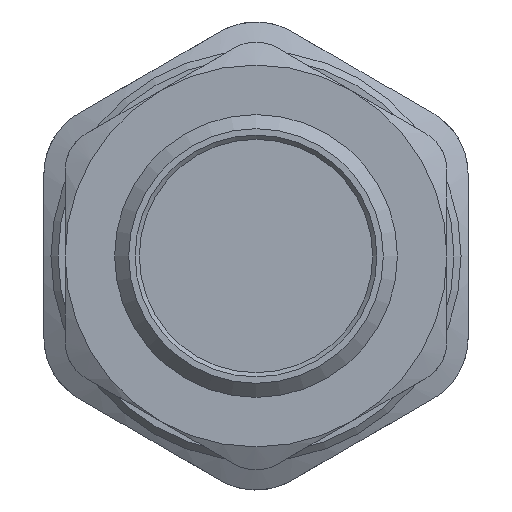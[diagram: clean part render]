
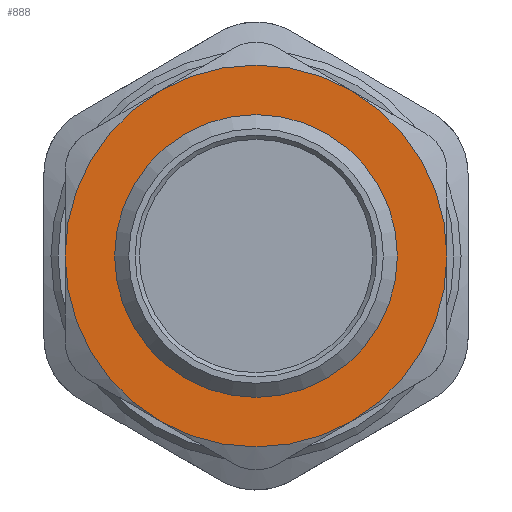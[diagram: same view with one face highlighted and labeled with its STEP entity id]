
A CAD part, front view. The second image highlights one B-rep face of the part: STEP entity #888.
In plain terms, the highlighted planar face has unit normal (0, -1, 0).
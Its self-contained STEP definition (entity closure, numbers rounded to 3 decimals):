
#78=FACE_BOUND('',#323,.T.);
#268=FACE_OUTER_BOUND('',#322,.T.);
#322=EDGE_LOOP('',(#730,#731,#732,#733,#734,#735));
#323=EDGE_LOOP('',(#736));
#362=CIRCLE('',#967,13.5);
#363=CIRCLE('',#971,13.5);
#364=CIRCLE('',#975,13.5);
#365=CIRCLE('',#978,13.5);
#366=CIRCLE('',#980,13.5);
#367=CIRCLE('',#982,13.5);
#368=CIRCLE('',#987,9.2);
#397=VERTEX_POINT('',#1302);
#404=VERTEX_POINT('',#1350);
#409=VERTEX_POINT('',#1392);
#414=VERTEX_POINT('',#1427);
#415=VERTEX_POINT('',#1431);
#420=VERTEX_POINT('',#1474);
#423=VERTEX_POINT('',#1532);
#509=EDGE_CURVE('',#414,#415,#362,.T.);
#519=EDGE_CURVE('',#420,#414,#363,.T.);
#526=EDGE_CURVE('',#397,#420,#364,.T.);
#529=EDGE_CURVE('',#404,#397,#365,.T.);
#530=EDGE_CURVE('',#409,#404,#366,.T.);
#531=EDGE_CURVE('',#415,#409,#367,.T.);
#532=EDGE_CURVE('',#423,#423,#368,.T.);
#730=ORIENTED_EDGE('',*,*,#529,.F.);
#731=ORIENTED_EDGE('',*,*,#530,.F.);
#732=ORIENTED_EDGE('',*,*,#531,.F.);
#733=ORIENTED_EDGE('',*,*,#509,.F.);
#734=ORIENTED_EDGE('',*,*,#519,.F.);
#735=ORIENTED_EDGE('',*,*,#526,.F.);
#736=ORIENTED_EDGE('',*,*,#532,.T.);
#846=PLANE('',#988);
#888=ADVANCED_FACE('',(#268,#78),#846,.T.);
#967=AXIS2_PLACEMENT_3D('',#1432,#1103,#1104);
#971=AXIS2_PLACEMENT_3D('',#1478,#1113,#1114);
#975=AXIS2_PLACEMENT_3D('',#1514,#1122,#1123);
#978=AXIS2_PLACEMENT_3D('',#1523,#1128,#1129);
#980=AXIS2_PLACEMENT_3D('',#1525,#1132,#1133);
#982=AXIS2_PLACEMENT_3D('',#1527,#1136,#1137);
#987=AXIS2_PLACEMENT_3D('',#1533,#1146,#1147);
#988=AXIS2_PLACEMENT_3D('',#1535,#1149,#1150);
#1103=DIRECTION('center_axis',(0.,1.,0.));
#1104=DIRECTION('ref_axis',(1.,0.,0.));
#1113=DIRECTION('center_axis',(0.,1.,0.));
#1114=DIRECTION('ref_axis',(1.,0.,0.));
#1122=DIRECTION('center_axis',(0.,1.,0.));
#1123=DIRECTION('ref_axis',(1.,0.,0.));
#1128=DIRECTION('center_axis',(0.,1.,0.));
#1129=DIRECTION('ref_axis',(1.,0.,0.));
#1132=DIRECTION('center_axis',(0.,1.,0.));
#1133=DIRECTION('ref_axis',(1.,0.,0.));
#1136=DIRECTION('center_axis',(0.,1.,0.));
#1137=DIRECTION('ref_axis',(1.,0.,0.));
#1146=DIRECTION('center_axis',(0.,1.,0.));
#1147=DIRECTION('ref_axis',(1.,0.,0.));
#1149=DIRECTION('center_axis',(0.,-1.,0.));
#1150=DIRECTION('ref_axis',(0.,0.,-1.));
#1302=CARTESIAN_POINT('',(-15.088,-32.093,12.212));
#1350=CARTESIAN_POINT('',(-21.838,-32.093,0.52));
#1392=CARTESIAN_POINT('',(-15.088,-32.093,-11.171));
#1427=CARTESIAN_POINT('',(5.162,-32.093,0.52));
#1431=CARTESIAN_POINT('',(-1.588,-32.093,-11.171));
#1432=CARTESIAN_POINT('Origin',(-8.338,-32.093,0.52));
#1474=CARTESIAN_POINT('',(-1.588,-32.093,12.212));
#1478=CARTESIAN_POINT('Origin',(-8.338,-32.093,0.52));
#1514=CARTESIAN_POINT('Origin',(-8.338,-32.093,0.52));
#1523=CARTESIAN_POINT('Origin',(-8.338,-32.093,0.52));
#1525=CARTESIAN_POINT('Origin',(-8.338,-32.093,0.52));
#1527=CARTESIAN_POINT('Origin',(-8.338,-32.093,0.52));
#1532=CARTESIAN_POINT('',(0.862,-32.093,0.52));
#1533=CARTESIAN_POINT('Origin',(-8.338,-32.093,0.52));
#1535=CARTESIAN_POINT('Origin',(-21.838,-32.093,0.52));
